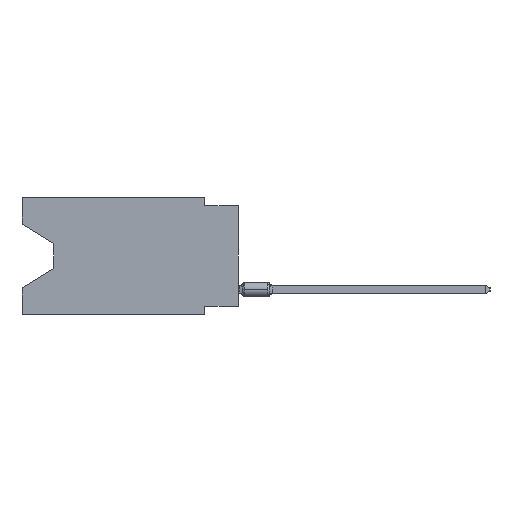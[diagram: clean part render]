
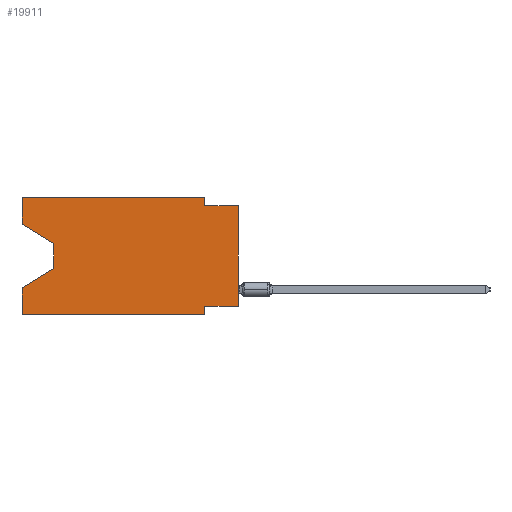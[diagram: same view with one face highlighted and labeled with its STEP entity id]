
A CAD part, left-side view. The second image highlights one B-rep face of the part: STEP entity #19911.
In plain terms, the highlighted planar face has unit normal (-1, 0, 0).
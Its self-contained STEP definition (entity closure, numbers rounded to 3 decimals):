
#848 = CARTESIAN_POINT ( 'NONE',  ( 0., 2.54, -8.89 ) ) ;
#1130 = DIRECTION ( 'NONE',  ( 0., -1., 0. ) ) ;
#1247 = CARTESIAN_POINT ( 'NONE',  ( 0., 2.54, -8.89 ) ) ;
#1419 = ORIENTED_EDGE ( 'NONE', *, *, #13715, .F. ) ;
#1814 = DIRECTION ( 'NONE',  ( 0., 0., 1. ) ) ;
#1914 = VERTEX_POINT ( 'NONE', #45760 ) ;
#2131 = ORIENTED_EDGE ( 'NONE', *, *, #45117, .F. ) ;
#3172 = VECTOR ( 'NONE', #1130, 1000. ) ;
#3382 = VERTEX_POINT ( 'NONE', #8691 ) ;
#3784 = VECTOR ( 'NONE', #9646, 1000. ) ;
#3872 = ORIENTED_EDGE ( 'NONE', *, *, #5240, .T. ) ;
#3916 = LINE ( 'NONE', #848, #14528 ) ;
#4088 = VECTOR ( 'NONE', #19120, 1000. ) ;
#4150 = EDGE_LOOP ( 'NONE', ( #23305, #11073, #6150, #40390, #12629, #29002, #2131, #3872, #5703, #17340, #42785, #1419 ) ) ;
#4929 = VERTEX_POINT ( 'NONE', #24574 ) ;
#4980 = LINE ( 'NONE', #19368, #26983 ) ;
#5240 = EDGE_CURVE ( 'NONE', #17655, #41618, #4980, .T. ) ;
#5466 = VECTOR ( 'NONE', #1814, 1000. ) ;
#5703 = ORIENTED_EDGE ( 'NONE', *, *, #43812, .F. ) ;
#5891 = DIRECTION ( 'NONE',  ( 0., 0., 1. ) ) ;
#6054 = VERTEX_POINT ( 'NONE', #13210 ) ;
#6150 = ORIENTED_EDGE ( 'NONE', *, *, #46196, .T. ) ;
#6552 = VECTOR ( 'NONE', #46542, 1000. ) ;
#7248 = EDGE_CURVE ( 'NONE', #8995, #21379, #7461, .T. ) ;
#7461 = LINE ( 'NONE', #14547, #45525 ) ;
#7549 = VECTOR ( 'NONE', #41091, 1000. ) ;
#8501 = LINE ( 'NONE', #27340, #4088 ) ;
#8691 = CARTESIAN_POINT ( 'NONE',  ( 0., 16.383, -6.852 ) ) ;
#8995 = VERTEX_POINT ( 'NONE', #36449 ) ;
#9093 = VERTEX_POINT ( 'NONE', #15656 ) ;
#9646 = DIRECTION ( 'NONE',  ( 0., 0., 1. ) ) ;
#11073 = ORIENTED_EDGE ( 'NONE', *, *, #38933, .T. ) ;
#11703 = DIRECTION ( 'NONE',  ( 0., 0., -1. ) ) ;
#12629 = ORIENTED_EDGE ( 'NONE', *, *, #32669, .T. ) ;
#12634 = CARTESIAN_POINT ( 'NONE',  ( 0., 13.97, -3.505 ) ) ;
#13210 = CARTESIAN_POINT ( 'NONE',  ( 0., 16.383, 0. ) ) ;
#13715 = EDGE_CURVE ( 'NONE', #8995, #6054, #45294, .T. ) ;
#13987 = LINE ( 'NONE', #14450, #6552 ) ;
#14450 = CARTESIAN_POINT ( 'NONE',  ( 0., 16.383, 0. ) ) ;
#14528 = VECTOR ( 'NONE', #11703, 1000. ) ;
#14547 = CARTESIAN_POINT ( 'NONE',  ( 0., 16.383, -2.038 ) ) ;
#15235 = LINE ( 'NONE', #22293, #30388 ) ;
#15656 = CARTESIAN_POINT ( 'NONE',  ( 0., 2.54, -8.255 ) ) ;
#15923 = VECTOR ( 'NONE', #32966, 1000. ) ;
#16947 = DIRECTION ( 'NONE',  ( 0., 0., -1. ) ) ;
#17340 = ORIENTED_EDGE ( 'NONE', *, *, #41291, .F. ) ;
#17655 = VERTEX_POINT ( 'NONE', #21013 ) ;
#19120 = DIRECTION ( 'NONE',  ( 0., 0.855, -0.519 ) ) ;
#19274 = CARTESIAN_POINT ( 'NONE',  ( 0., 2.54, 0. ) ) ;
#19368 = CARTESIAN_POINT ( 'NONE',  ( 0., 0., 0. ) ) ;
#19911 = ADVANCED_FACE ( 'NONE', ( #38662 ), #38430, .F. ) ;
#20664 = CARTESIAN_POINT ( 'NONE',  ( 0., 2.54, 0. ) ) ;
#21013 = CARTESIAN_POINT ( 'NONE',  ( 0., 0., -8.255 ) ) ;
#21379 = VERTEX_POINT ( 'NONE', #12634 ) ;
#22293 = CARTESIAN_POINT ( 'NONE',  ( 0., 0., -8.255 ) ) ;
#23282 = VERTEX_POINT ( 'NONE', #33185 ) ;
#23305 = ORIENTED_EDGE ( 'NONE', *, *, #7248, .T. ) ;
#23968 = LINE ( 'NONE', #42390, #5466 ) ;
#24574 = CARTESIAN_POINT ( 'NONE',  ( 0., 16.383, -8.89 ) ) ;
#25235 = LINE ( 'NONE', #40111, #32218 ) ;
#26372 = CARTESIAN_POINT ( 'NONE',  ( 0., 0., -0.635 ) ) ;
#26501 = VERTEX_POINT ( 'NONE', #1247 ) ;
#26586 = LINE ( 'NONE', #19274, #15923 ) ;
#26684 = CARTESIAN_POINT ( 'NONE',  ( 0., 16.383, -8.89 ) ) ;
#26983 = VECTOR ( 'NONE', #5891, 1000. ) ;
#27340 = CARTESIAN_POINT ( 'NONE',  ( 0., 13.97, -5.385 ) ) ;
#29002 = ORIENTED_EDGE ( 'NONE', *, *, #42930, .F. ) ;
#30388 = VECTOR ( 'NONE', #36693, 1000. ) ;
#32218 = VECTOR ( 'NONE', #39638, 1000. ) ;
#32231 = DIRECTION ( 'NONE',  ( 0., -0.855, -0.519 ) ) ;
#32669 = EDGE_CURVE ( 'NONE', #4929, #26501, #38226, .T. ) ;
#32966 = DIRECTION ( 'NONE',  ( 0., 0., -1. ) ) ;
#33095 = CARTESIAN_POINT ( 'NONE',  ( 0., 0., -0.635 ) ) ;
#33185 = CARTESIAN_POINT ( 'NONE',  ( 0., 13.97, -5.385 ) ) ;
#33459 = LINE ( 'NONE', #26372, #3172 ) ;
#34886 = DIRECTION ( 'NONE',  ( 1., 0., 0. ) ) ;
#35950 = VERTEX_POINT ( 'NONE', #20664 ) ;
#36449 = CARTESIAN_POINT ( 'NONE',  ( 0., 16.383, -2.038 ) ) ;
#36693 = DIRECTION ( 'NONE',  ( 0., 1., 0. ) ) ;
#38226 = LINE ( 'NONE', #26684, #7549 ) ;
#38403 = EDGE_CURVE ( 'NONE', #6054, #35950, #13987, .T. ) ;
#38430 = PLANE ( 'NONE',  #42848 ) ;
#38662 = FACE_OUTER_BOUND ( 'NONE', #4150, .T. ) ;
#38933 = EDGE_CURVE ( 'NONE', #21379, #23282, #25235, .T. ) ;
#39136 = CARTESIAN_POINT ( 'NONE',  ( 0., 16.383, 0. ) ) ;
#39638 = DIRECTION ( 'NONE',  ( 0., 0., -1. ) ) ;
#40111 = CARTESIAN_POINT ( 'NONE',  ( 0., 13.97, -3.505 ) ) ;
#40390 = ORIENTED_EDGE ( 'NONE', *, *, #42662, .F. ) ;
#41091 = DIRECTION ( 'NONE',  ( 0., -1., 0. ) ) ;
#41291 = EDGE_CURVE ( 'NONE', #35950, #1914, #26586, .T. ) ;
#41618 = VERTEX_POINT ( 'NONE', #33095 ) ;
#42209 = CARTESIAN_POINT ( 'NONE',  ( 0., 16.383, 0. ) ) ;
#42390 = CARTESIAN_POINT ( 'NONE',  ( 0., 16.383, 0. ) ) ;
#42662 = EDGE_CURVE ( 'NONE', #4929, #3382, #23968, .T. ) ;
#42785 = ORIENTED_EDGE ( 'NONE', *, *, #38403, .F. ) ;
#42848 = AXIS2_PLACEMENT_3D ( 'NONE', #42209, #34886, #16947 ) ;
#42930 = EDGE_CURVE ( 'NONE', #9093, #26501, #3916, .T. ) ;
#43812 = EDGE_CURVE ( 'NONE', #1914, #41618, #33459, .T. ) ;
#45117 = EDGE_CURVE ( 'NONE', #17655, #9093, #15235, .T. ) ;
#45294 = LINE ( 'NONE', #39136, #3784 ) ;
#45525 = VECTOR ( 'NONE', #32231, 1000. ) ;
#45760 = CARTESIAN_POINT ( 'NONE',  ( 0., 2.54, -0.635 ) ) ;
#46196 = EDGE_CURVE ( 'NONE', #23282, #3382, #8501, .T. ) ;
#46542 = DIRECTION ( 'NONE',  ( 0., -1., 0. ) ) ;
